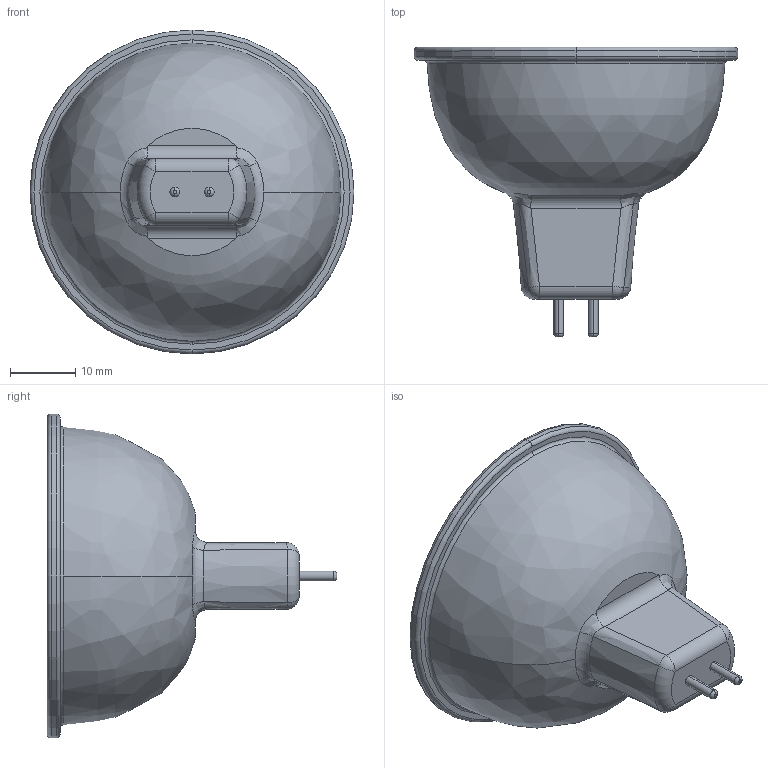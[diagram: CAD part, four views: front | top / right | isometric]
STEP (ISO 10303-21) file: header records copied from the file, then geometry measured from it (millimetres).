
FILE_DESCRIPTION (( 'STEP AP203' ), '1' );
FILE_NAME ('TTN018294-E0W.STEP', '2014-10-15T08:34:49', ( '' ), ( '' ), 'SwSTEP 2.0', 'SolidWorks 2014', '' );
FILE_SCHEMA (( 'CONFIG_CONTROL_DESIGN' ));
Length unit declared in the file: millimetre
Products named in the file (1): TTN018294-E0W
Bounding box: 49.82 x 44.55 x 49.82 mm (x, y, z)
Volume: 10294.7 mm3; surface area: 8497.2 mm2
Topology: 1 solids, 1 shells, 65 faces, 150 edges, 88 vertices
Faces by surface type: torus 18, cylinder 16, bspline 12, plane 11, cone 4, sphere 4
Entity records: 2555 total; most frequent: CARTESIAN_POINT 1074, DIRECTION 306, ORIENTED_EDGE 292, EDGE_CURVE 146, AXIS2_PLACEMENT_3D 142, VERTEX_POINT 88, CIRCLE 88, EDGE_LOOP 70
